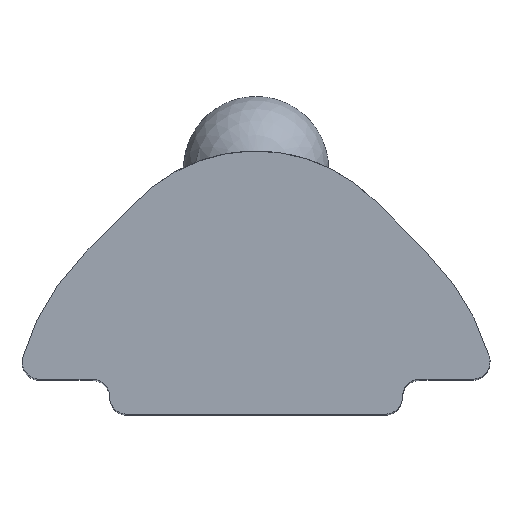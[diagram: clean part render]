
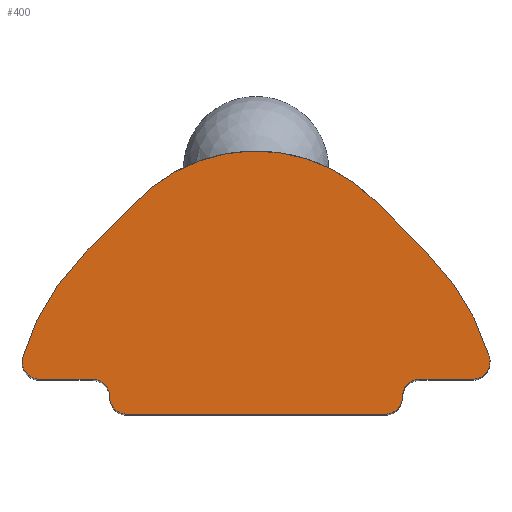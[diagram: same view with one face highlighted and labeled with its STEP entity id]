
A CAD part, top view. The second image highlights one B-rep face of the part: STEP entity #400.
In plain terms, the highlighted planar face has unit normal (0, 0, 1).
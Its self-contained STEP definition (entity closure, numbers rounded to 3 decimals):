
#38=LINE('',#676,#63);
#44=LINE('',#693,#69);
#49=LINE('',#711,#74);
#54=LINE('',#732,#79);
#59=LINE('',#750,#84);
#63=VECTOR('',#478,1.308);
#69=VECTOR('',#492,0.9);
#74=VECTOR('',#511,1.182);
#79=VECTOR('',#536,0.9);
#84=VECTOR('',#555,4.408);
#95=PLANE('',#448);
#104=CIRCLE('',#417,0.3);
#106=CIRCLE('',#421,0.3);
#108=CIRCLE('',#424,4.16);
#111=CIRCLE('',#429,2.858);
#112=CIRCLE('',#431,4.16);
#114=CIRCLE('',#434,0.3);
#116=CIRCLE('',#438,0.3);
#118=CIRCLE('',#441,0.3);
#120=CIRCLE('',#445,0.3);
#143=FACE_OUTER_BOUND('',#170,.T.);
#170=EDGE_LOOP('',(#349,#350,#351,#352,#353,#354,#355,#356,#357,#358,#359,
#360,#361,#362));
#183=VERTEX_POINT('',#673);
#184=VERTEX_POINT('',#675);
#187=VERTEX_POINT('',#683);
#188=VERTEX_POINT('',#684);
#191=VERTEX_POINT('',#692);
#193=VERTEX_POINT('',#698);
#195=VERTEX_POINT('',#704);
#197=VERTEX_POINT('',#710);
#199=VERTEX_POINT('',#719);
#201=VERTEX_POINT('',#725);
#203=VERTEX_POINT('',#731);
#205=VERTEX_POINT('',#737);
#207=VERTEX_POINT('',#743);
#209=VERTEX_POINT('',#749);
#221=EDGE_CURVE('',#183,#184,#38,.T.);
#225=EDGE_CURVE('',#187,#188,#104,.T.);
#229=EDGE_CURVE('',#188,#191,#44,.T.);
#232=EDGE_CURVE('',#191,#193,#106,.T.);
#235=EDGE_CURVE('',#193,#195,#108,.T.);
#238=EDGE_CURVE('',#195,#197,#49,.T.);
#242=EDGE_CURVE('',#197,#183,#111,.T.);
#243=EDGE_CURVE('',#184,#199,#112,.T.);
#246=EDGE_CURVE('',#199,#201,#114,.T.);
#249=EDGE_CURVE('',#201,#203,#54,.T.);
#252=EDGE_CURVE('',#203,#205,#116,.T.);
#255=EDGE_CURVE('',#205,#207,#118,.T.);
#258=EDGE_CURVE('',#207,#209,#59,.T.);
#261=EDGE_CURVE('',#209,#187,#120,.T.);
#349=ORIENTED_EDGE('',*,*,#225,.F.);
#350=ORIENTED_EDGE('',*,*,#261,.F.);
#351=ORIENTED_EDGE('',*,*,#258,.F.);
#352=ORIENTED_EDGE('',*,*,#255,.F.);
#353=ORIENTED_EDGE('',*,*,#252,.F.);
#354=ORIENTED_EDGE('',*,*,#249,.F.);
#355=ORIENTED_EDGE('',*,*,#246,.F.);
#356=ORIENTED_EDGE('',*,*,#243,.F.);
#357=ORIENTED_EDGE('',*,*,#221,.F.);
#358=ORIENTED_EDGE('',*,*,#242,.F.);
#359=ORIENTED_EDGE('',*,*,#238,.F.);
#360=ORIENTED_EDGE('',*,*,#235,.F.);
#361=ORIENTED_EDGE('',*,*,#232,.F.);
#362=ORIENTED_EDGE('',*,*,#229,.F.);
#400=ADVANCED_FACE('',(#143),#95,.T.);
#417=AXIS2_PLACEMENT_3D('',#685,#484,#485);
#421=AXIS2_PLACEMENT_3D('',#699,#497,#498);
#424=AXIS2_PLACEMENT_3D('',#705,#504,#505);
#429=AXIS2_PLACEMENT_3D('',#717,#518,#519);
#431=AXIS2_PLACEMENT_3D('',#720,#522,#523);
#434=AXIS2_PLACEMENT_3D('',#726,#529,#530);
#438=AXIS2_PLACEMENT_3D('',#738,#541,#542);
#441=AXIS2_PLACEMENT_3D('',#744,#548,#549);
#445=AXIS2_PLACEMENT_3D('',#755,#560,#561);
#448=AXIS2_PLACEMENT_3D('',#758,#566,#567);
#478=DIRECTION('',(0.707,-0.707,0.));
#484=DIRECTION('center_axis',(0.,0.,1.));
#485=DIRECTION('ref_axis',(-1.,0.,0.));
#492=DIRECTION('',(-1.,0.,0.));
#497=DIRECTION('center_axis',(0.,0.,-1.));
#498=DIRECTION('ref_axis',(-0.985,0.173,0.));
#504=DIRECTION('center_axis',(0.,0.,-1.));
#505=DIRECTION('ref_axis',(-0.707,0.707,0.));
#511=DIRECTION('',(0.707,0.707,0.));
#518=DIRECTION('center_axis',(0.,0.,-1.));
#519=DIRECTION('ref_axis',(0.707,0.707,0.));
#522=DIRECTION('center_axis',(0.,0.,-1.));
#523=DIRECTION('ref_axis',(0.956,0.293,0.));
#529=DIRECTION('center_axis',(0.,0.,-1.));
#530=DIRECTION('ref_axis',(0.,-1.,0.));
#536=DIRECTION('',(-1.,0.,0.));
#541=DIRECTION('center_axis',(0.,0.,1.));
#542=DIRECTION('ref_axis',(0.,-1.,0.));
#548=DIRECTION('center_axis',(0.,0.,-1.));
#549=DIRECTION('ref_axis',(0.,-1.,0.));
#555=DIRECTION('',(-1.,0.,0.));
#560=DIRECTION('center_axis',(0.,0.,-1.));
#561=DIRECTION('ref_axis',(-1.,0.,0.));
#566=DIRECTION('center_axis',(0.,0.,1.));
#567=DIRECTION('ref_axis',(1.,0.,0.));
#673=CARTESIAN_POINT('',(2.02,1.705,12.));
#675=CARTESIAN_POINT('',(2.945,0.779,12.));
#676=CARTESIAN_POINT('',(2.945,0.779,12.));
#683=CARTESIAN_POINT('',(-2.504,-1.662,12.));
#684=CARTESIAN_POINT('',(-2.804,-1.362,12.));
#685=CARTESIAN_POINT('Origin',(-2.804,-1.662,12.));
#692=CARTESIAN_POINT('',(-3.704,-1.362,12.));
#693=CARTESIAN_POINT('',(-3.704,-1.362,12.));
#698=CARTESIAN_POINT('',(-3.999,-1.01,12.));
#699=CARTESIAN_POINT('Origin',(-3.704,-1.062,12.));
#704=CARTESIAN_POINT('',(-2.945,0.779,12.));
#705=CARTESIAN_POINT('Origin',(-0.002,-2.161,12.));
#710=CARTESIAN_POINT('',(-2.109,1.615,12.));
#711=CARTESIAN_POINT('',(-2.109,1.615,12.));
#717=CARTESIAN_POINT('Origin',(-0.002,-0.316,
12.));
#719=CARTESIAN_POINT('',(3.98,-0.944,12.));
#720=CARTESIAN_POINT('Origin',(0.002,-2.161,12.));
#725=CARTESIAN_POINT('',(3.704,-1.362,12.));
#726=CARTESIAN_POINT('Origin',(3.704,-1.062,12.));
#731=CARTESIAN_POINT('',(2.804,-1.362,12.));
#732=CARTESIAN_POINT('',(2.804,-1.362,12.));
#737=CARTESIAN_POINT('',(2.504,-1.662,12.));
#738=CARTESIAN_POINT('Origin',(2.804,-1.662,12.));
#743=CARTESIAN_POINT('',(2.204,-1.962,12.));
#744=CARTESIAN_POINT('Origin',(2.204,-1.662,12.));
#749=CARTESIAN_POINT('',(-2.204,-1.962,12.));
#750=CARTESIAN_POINT('',(-2.204,-1.962,12.));
#755=CARTESIAN_POINT('Origin',(-2.204,-1.662,12.));
#758=CARTESIAN_POINT('Origin',(0.,-0.133,
12.));
